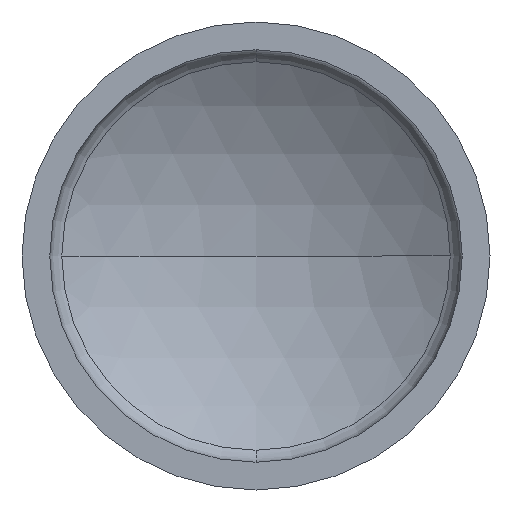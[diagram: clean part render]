
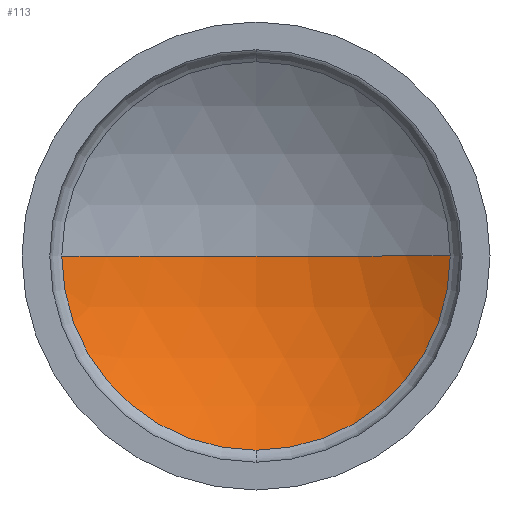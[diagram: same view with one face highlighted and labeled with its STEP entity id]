
A CAD part, front view. The second image highlights one B-rep face of the part: STEP entity #113.
In plain terms, the highlighted spherical face has radius 24.64 mm.
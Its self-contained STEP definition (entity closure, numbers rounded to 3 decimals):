
#13 = DIRECTION ( 'NONE',  ( -1., 0., 0. ) ) ;
#23 = CIRCLE ( 'NONE', #286, 24.64 ) ;
#42 = AXIS2_PLACEMENT_3D ( 'NONE', #430, #147, #118 ) ;
#49 = DIRECTION ( 'NONE',  ( 0., 0., -1. ) ) ;
#62 = CARTESIAN_POINT ( 'NONE',  ( 0., 6.647, -13.985 ) ) ;
#64 = ORIENTED_EDGE ( 'NONE', *, *, #145, .F. ) ;
#99 = AXIS2_PLACEMENT_3D ( 'NONE', #314, #249, #109 ) ;
#109 = DIRECTION ( 'NONE',  ( 0., 0., 1. ) ) ;
#113 = ADVANCED_FACE ( 'NONE', ( #365 ), #327, .F. ) ;
#114 = DIRECTION ( 'NONE',  ( 0., 0., 1. ) ) ;
#118 = DIRECTION ( 'NONE',  ( 0., 0., 1. ) ) ;
#120 = ORIENTED_EDGE ( 'NONE', *, *, #427, .F. ) ;
#145 = EDGE_CURVE ( 'NONE', #395, #422, #354, .T. ) ;
#147 = DIRECTION ( 'NONE',  ( 0., 1., 0. ) ) ;
#149 = AXIS2_PLACEMENT_3D ( 'NONE', #217, #49, #355 ) ;
#180 = AXIS2_PLACEMENT_3D ( 'NONE', #393, #357, #13 ) ;
#194 = EDGE_CURVE ( 'NONE', #353, #351, #23, .T. ) ;
#200 = CIRCLE ( 'NONE', #149, 24.64 ) ;
#201 = CARTESIAN_POINT ( 'NONE',  ( 0., 11., 0. ) ) ;
#202 = ORIENTED_EDGE ( 'NONE', *, *, #194, .T. ) ;
#217 = CARTESIAN_POINT ( 'NONE',  ( 0., -13.64, 0. ) ) ;
#221 = DIRECTION ( 'NONE',  ( 1., 0., 0. ) ) ;
#233 = EDGE_CURVE ( 'NONE', #422, #351, #200, .T. ) ;
#249 = DIRECTION ( 'NONE',  ( 0., 1., 0. ) ) ;
#286 = AXIS2_PLACEMENT_3D ( 'NONE', #358, #114, #221 ) ;
#314 = CARTESIAN_POINT ( 'NONE',  ( 0., 6.647, 0. ) ) ;
#327 = SPHERICAL_SURFACE ( 'NONE', #180, 24.64 ) ;
#339 = CARTESIAN_POINT ( 'NONE',  ( -13.985, 6.647, 0. ) ) ;
#351 = VERTEX_POINT ( 'NONE', #201 ) ;
#353 = VERTEX_POINT ( 'NONE', #437 ) ;
#354 = CIRCLE ( 'NONE', #42, 13.985 ) ;
#355 = DIRECTION ( 'NONE',  ( -1., 0., 0. ) ) ;
#357 = DIRECTION ( 'NONE',  ( 0., 0., 1. ) ) ;
#358 = CARTESIAN_POINT ( 'NONE',  ( 0., -13.64, 0. ) ) ;
#365 = FACE_OUTER_BOUND ( 'NONE', #373, .T. ) ;
#373 = EDGE_LOOP ( 'NONE', ( #120, #202, #388, #64 ) ) ;
#388 = ORIENTED_EDGE ( 'NONE', *, *, #233, .F. ) ;
#393 = CARTESIAN_POINT ( 'NONE',  ( 0., -13.64, 0. ) ) ;
#395 = VERTEX_POINT ( 'NONE', #62 ) ;
#422 = VERTEX_POINT ( 'NONE', #339 ) ;
#427 = EDGE_CURVE ( 'NONE', #353, #395, #442, .T. ) ;
#430 = CARTESIAN_POINT ( 'NONE',  ( 0., 6.647, 0. ) ) ;
#437 = CARTESIAN_POINT ( 'NONE',  ( 13.985, 6.647, 0. ) ) ;
#442 = CIRCLE ( 'NONE', #99, 13.985 ) ;
